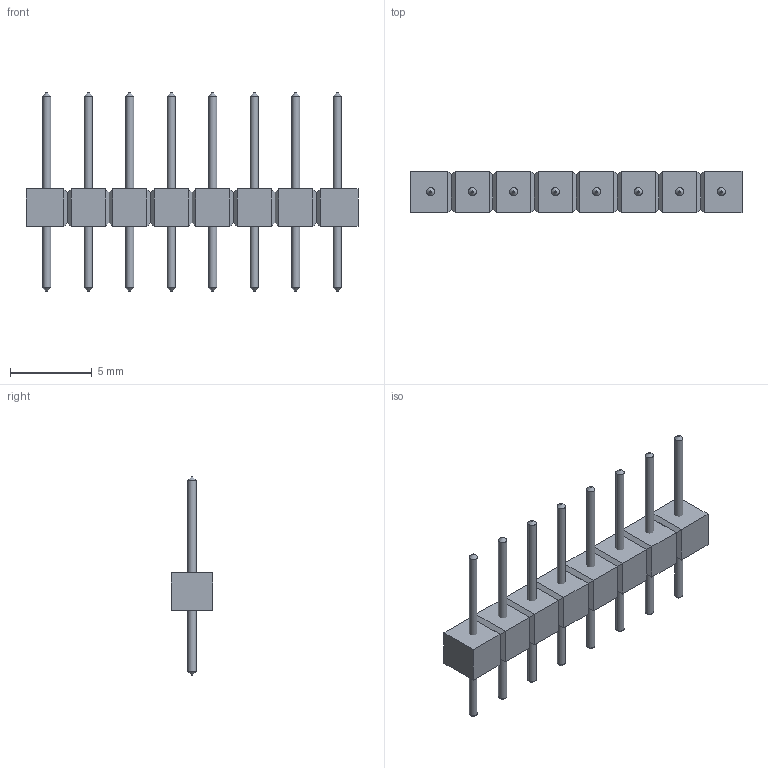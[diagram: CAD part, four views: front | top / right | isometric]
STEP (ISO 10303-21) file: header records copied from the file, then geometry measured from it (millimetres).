
FILE_DESCRIPTION(('FreeCAD Model'),'2;1');
FILE_NAME('12090981.1.1.stp','2022-10-20T15:59:11',( 'Author'),(''),'Open CASCADE STEP processor 6.9','FreeCAD','Unknown' );
FILE_SCHEMA(('AUTOMOTIVE_DESIGN { 1 0 10303 214 1 1 1 1 }'));
Length unit declared in the file: millimetre
Products named in the file (3): ASSEMBLY; Body; LeadsArray
Assembly tree (2 placements, depth 2):
  ASSEMBLY
    Body
    LeadsArray
Bounding box: 20.32 x 2.54 x 12.12 mm (x, y, z)
Volume: 134.4 mm3; surface area: 371.2 mm2
Topology: 9 solids, 9 shells, 130 faces, 236 edges, 124 vertices
Faces by surface type: plane 106, cone 16, cylinder 8
Full cylindrical faces by diameter (mm): 0.51 x8
Entity records: 6051 total; most frequent: CARTESIAN_POINT 1109, DIRECTION 862, LINE 516, VECTOR 516, ORIENTED_EDGE 472, PCURVE 472, DEFINITIONAL_REPRESENTATION 472, EDGE_CURVE 236
